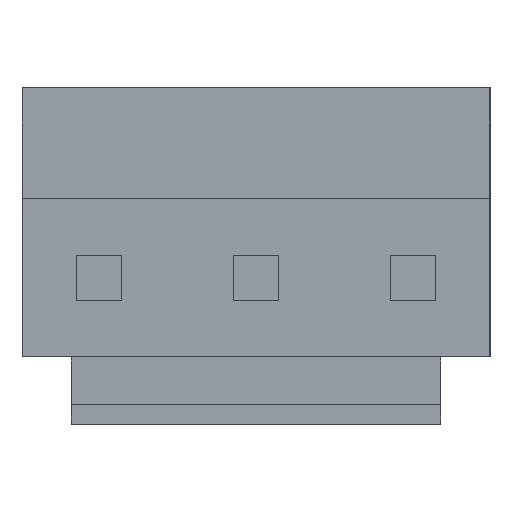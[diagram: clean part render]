
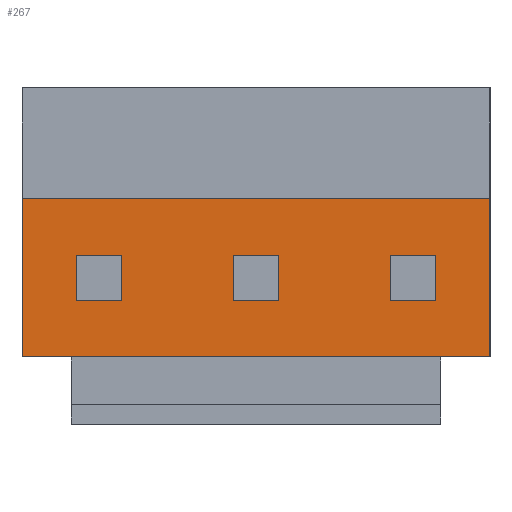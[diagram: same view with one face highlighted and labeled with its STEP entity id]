
A CAD part, front view. The second image highlights one B-rep face of the part: STEP entity #267.
In plain terms, the highlighted planar face has unit normal (0, -1, 0).
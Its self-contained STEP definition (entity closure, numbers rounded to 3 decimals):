
#62 = CARTESIAN_POINT ( 'NONE',  ( -5.91, 1.2, -2.55 ) ) ;
#63 = VECTOR ( 'NONE', #64, 1000. ) ;
#64 = DIRECTION ( 'NONE',  ( 0., 0., -1. ) ) ;
#65 = LINE ( 'NONE', #62, #63 ) ;
#165 = ORIENTED_EDGE ( 'NONE', *, *, #166, .T. ) ;
#166 = EDGE_CURVE ( 'NONE', #197, #167, #977, .T. ) ;
#167 = VERTEX_POINT ( 'NONE', #973 ) ;
#168 = ORIENTED_EDGE ( 'NONE', *, *, #169, .T. ) ;
#169 = EDGE_CURVE ( 'NONE', #167, #170, #972, .T. ) ;
#170 = VERTEX_POINT ( 'NONE', #968 ) ;
#171 = ORIENTED_EDGE ( 'NONE', *, *, #172, .T. ) ;
#172 = EDGE_CURVE ( 'NONE', #170, #196, #967, .T. ) ;
#195 = EDGE_CURVE ( 'NONE', #196, #197, #989, .T. ) ;
#196 = VERTEX_POINT ( 'NONE', #985 ) ;
#197 = VERTEX_POINT ( 'NONE', #984 ) ;
#198 = ORIENTED_EDGE ( 'NONE', *, *, #199, .T. ) ;
#199 = EDGE_CURVE ( 'NONE', #278, #321, #983, .T. ) ;
#200 = EDGE_LOOP ( 'NONE', ( #201, #165, #168, #171 ) ) ;
#201 = ORIENTED_EDGE ( 'NONE', *, *, #195, .T. ) ;
#246 = EDGE_CURVE ( 'NONE', #272, #247, #1079, .T. ) ;
#247 = VERTEX_POINT ( 'NONE', #1140 ) ;
#248 = ORIENTED_EDGE ( 'NONE', *, *, #249, .T. ) ;
#249 = EDGE_CURVE ( 'NONE', #247, #250, #1139, .T. ) ;
#250 = VERTEX_POINT ( 'NONE', #1135 ) ;
#251 = ORIENTED_EDGE ( 'NONE', *, *, #252, .T. ) ;
#252 = EDGE_CURVE ( 'NONE', #250, #271, #1134, .T. ) ;
#253 = EDGE_LOOP ( 'NONE', ( #254, #258, #307, #310, #313, #316 ) ) ;
#254 = ORIENTED_EDGE ( 'NONE', *, *, #255, .F. ) ;
#255 = EDGE_CURVE ( 'NONE', #256, #257, #1130, .T. ) ;
#256 = VERTEX_POINT ( 'NONE', #1126 ) ;
#257 = VERTEX_POINT ( 'NONE', #1125 ) ;
#258 = ORIENTED_EDGE ( 'NONE', *, *, #259, .F. ) ;
#259 = EDGE_CURVE ( 'NONE', #260, #256, #1124, .T. ) ;
#260 = VERTEX_POINT ( 'NONE', #1120 ) ;
#267 = ADVANCED_FACE ( 'NONE', ( #1170, #1169, #1168, #1167 ), #1166, .T. ) ;
#268 = EDGE_LOOP ( 'NONE', ( #269, #273, #248, #251 ) ) ;
#269 = ORIENTED_EDGE ( 'NONE', *, *, #270, .T. ) ;
#270 = EDGE_CURVE ( 'NONE', #271, #272, #1161, .T. ) ;
#271 = VERTEX_POINT ( 'NONE', #1157 ) ;
#272 = VERTEX_POINT ( 'NONE', #1156 ) ;
#273 = ORIENTED_EDGE ( 'NONE', *, *, #246, .T. ) ;
#274 = ORIENTED_EDGE ( 'NONE', *, *, #275, .T. ) ;
#275 = EDGE_CURVE ( 'NONE', #322, #323, #1155, .T. ) ;
#276 = ORIENTED_EDGE ( 'NONE', *, *, #277, .T. ) ;
#277 = EDGE_CURVE ( 'NONE', #323, #278, #1151, .T. ) ;
#278 = VERTEX_POINT ( 'NONE', #1147 ) ;
#307 = ORIENTED_EDGE ( 'NONE', *, *, #308, .T. ) ;
#308 = EDGE_CURVE ( 'NONE', #260, #309, #65, .T. ) ;
#309 = VERTEX_POINT ( 'NONE', #1238 ) ;
#310 = ORIENTED_EDGE ( 'NONE', *, *, #311, .T. ) ;
#311 = EDGE_CURVE ( 'NONE', #309, #312, #1237, .T. ) ;
#312 = VERTEX_POINT ( 'NONE', #1233 ) ;
#313 = ORIENTED_EDGE ( 'NONE', *, *, #314, .T. ) ;
#314 = EDGE_CURVE ( 'NONE', #312, #315, #1232, .T. ) ;
#315 = VERTEX_POINT ( 'NONE', #1228 ) ;
#316 = ORIENTED_EDGE ( 'NONE', *, *, #317, .F. ) ;
#317 = EDGE_CURVE ( 'NONE', #257, #315, #1227, .T. ) ;
#318 = EDGE_LOOP ( 'NONE', ( #319, #274, #276, #198 ) ) ;
#319 = ORIENTED_EDGE ( 'NONE', *, *, #320, .T. ) ;
#320 = EDGE_CURVE ( 'NONE', #321, #322, #1223, .T. ) ;
#321 = VERTEX_POINT ( 'NONE', #1219 ) ;
#322 = VERTEX_POINT ( 'NONE', #1218 ) ;
#323 = VERTEX_POINT ( 'NONE', #1217 ) ;
#964 = DIRECTION ( 'NONE',  ( 0., 0., -1. ) ) ;
#965 = VECTOR ( 'NONE', #964, 1000. ) ;
#966 = CARTESIAN_POINT ( 'NONE',  ( -3.39, 1.2, -2.55 ) ) ;
#967 = LINE ( 'NONE', #966, #965 ) ;
#968 = CARTESIAN_POINT ( 'NONE',  ( -3.39, 1.2, 0.02 ) ) ;
#969 = DIRECTION ( 'NONE',  ( 1., 0., 0. ) ) ;
#970 = VECTOR ( 'NONE', #969, 1000. ) ;
#971 = CARTESIAN_POINT ( 'NONE',  ( -5.91, 1.2, 0.02 ) ) ;
#972 = LINE ( 'NONE', #971, #970 ) ;
#973 = CARTESIAN_POINT ( 'NONE',  ( -4.53, 1.2, 0.02 ) ) ;
#974 = DIRECTION ( 'NONE',  ( 0., 0., 1. ) ) ;
#975 = VECTOR ( 'NONE', #974, 1000. ) ;
#976 = CARTESIAN_POINT ( 'NONE',  ( -4.53, 1.2, -2.55 ) ) ;
#977 = LINE ( 'NONE', #976, #975 ) ;
#982 = CARTESIAN_POINT ( 'NONE',  ( 4.53, 1.2, -2.55 ) ) ;
#983 = LINE ( 'NONE', #982, #1048 ) ;
#984 = CARTESIAN_POINT ( 'NONE',  ( -4.53, 1.2, -1.12 ) ) ;
#985 = CARTESIAN_POINT ( 'NONE',  ( -3.39, 1.2, -1.12 ) ) ;
#986 = DIRECTION ( 'NONE',  ( -1., 0., 0. ) ) ;
#987 = VECTOR ( 'NONE', #986, 1000. ) ;
#988 = CARTESIAN_POINT ( 'NONE',  ( -5.91, 1.2, -1.12 ) ) ;
#989 = LINE ( 'NONE', #988, #987 ) ;
#1047 = DIRECTION ( 'NONE',  ( 0., 0., -1. ) ) ;
#1048 = VECTOR ( 'NONE', #1047, 1000. ) ;
#1076 = DIRECTION ( 'NONE',  ( 0., 0., 1. ) ) ;
#1077 = VECTOR ( 'NONE', #1076, 1000. ) ;
#1078 = CARTESIAN_POINT ( 'NONE',  ( -0.57, 1.2, -2.55 ) ) ;
#1079 = LINE ( 'NONE', #1078, #1077 ) ;
#1120 = CARTESIAN_POINT ( 'NONE',  ( -5.91, 1.2, 1.45 ) ) ;
#1121 = DIRECTION ( 'NONE',  ( 1., 0., 0. ) ) ;
#1122 = VECTOR ( 'NONE', #1121, 1000. ) ;
#1123 = CARTESIAN_POINT ( 'NONE',  ( -5.91, 1.2, 1.45 ) ) ;
#1124 = LINE ( 'NONE', #1123, #1122 ) ;
#1125 = CARTESIAN_POINT ( 'NONE',  ( 5.91, 1.2, -2.55 ) ) ;
#1126 = CARTESIAN_POINT ( 'NONE',  ( 5.91, 1.2, 1.45 ) ) ;
#1127 = DIRECTION ( 'NONE',  ( 0., 0., -1. ) ) ;
#1128 = VECTOR ( 'NONE', #1127, 1000. ) ;
#1129 = CARTESIAN_POINT ( 'NONE',  ( 5.91, 1.2, -2.55 ) ) ;
#1130 = LINE ( 'NONE', #1129, #1128 ) ;
#1131 = DIRECTION ( 'NONE',  ( 0., 0., -1. ) ) ;
#1132 = VECTOR ( 'NONE', #1131, 1000. ) ;
#1133 = CARTESIAN_POINT ( 'NONE',  ( 0.57, 1.2, -2.55 ) ) ;
#1134 = LINE ( 'NONE', #1133, #1132 ) ;
#1135 = CARTESIAN_POINT ( 'NONE',  ( 0.57, 1.2, 0.02 ) ) ;
#1136 = DIRECTION ( 'NONE',  ( 1., 0., 0. ) ) ;
#1137 = VECTOR ( 'NONE', #1136, 1000. ) ;
#1138 = CARTESIAN_POINT ( 'NONE',  ( -5.91, 1.2, 0.02 ) ) ;
#1139 = LINE ( 'NONE', #1138, #1137 ) ;
#1140 = CARTESIAN_POINT ( 'NONE',  ( -0.57, 1.2, 0.02 ) ) ;
#1147 = CARTESIAN_POINT ( 'NONE',  ( 4.53, 1.2, 0.02 ) ) ;
#1148 = DIRECTION ( 'NONE',  ( 1., 0., 0. ) ) ;
#1149 = VECTOR ( 'NONE', #1148, 1000. ) ;
#1150 = CARTESIAN_POINT ( 'NONE',  ( -5.91, 1.2, 0.02 ) ) ;
#1151 = LINE ( 'NONE', #1150, #1149 ) ;
#1152 = DIRECTION ( 'NONE',  ( 0., 0., 1. ) ) ;
#1153 = VECTOR ( 'NONE', #1152, 1000. ) ;
#1154 = CARTESIAN_POINT ( 'NONE',  ( 3.39, 1.2, -2.55 ) ) ;
#1155 = LINE ( 'NONE', #1154, #1153 ) ;
#1156 = CARTESIAN_POINT ( 'NONE',  ( -0.57, 1.2, -1.12 ) ) ;
#1157 = CARTESIAN_POINT ( 'NONE',  ( 0.57, 1.2, -1.12 ) ) ;
#1158 = DIRECTION ( 'NONE',  ( -1., 0., 0. ) ) ;
#1159 = VECTOR ( 'NONE', #1158, 1000. ) ;
#1160 = CARTESIAN_POINT ( 'NONE',  ( -5.91, 1.2, -1.12 ) ) ;
#1161 = LINE ( 'NONE', #1160, #1159 ) ;
#1162 = DIRECTION ( 'NONE',  ( 0., 0., -1. ) ) ;
#1163 = DIRECTION ( 'NONE',  ( 0., -1., 0. ) ) ;
#1164 = CARTESIAN_POINT ( 'NONE',  ( -5.91, 1.2, -2.55 ) ) ;
#1165 = AXIS2_PLACEMENT_3D ( 'NONE', #1164, #1163, #1162 ) ;
#1166 = PLANE ( 'NONE',  #1165 ) ;
#1167 = FACE_BOUND ( 'NONE', #200, .T. ) ;
#1168 = FACE_BOUND ( 'NONE', #318, .T. ) ;
#1169 = FACE_OUTER_BOUND ( 'NONE', #253, .T. ) ;
#1170 = FACE_BOUND ( 'NONE', #268, .T. ) ;
#1217 = CARTESIAN_POINT ( 'NONE',  ( 3.39, 1.2, 0.02 ) ) ;
#1218 = CARTESIAN_POINT ( 'NONE',  ( 3.39, 1.2, -1.12 ) ) ;
#1219 = CARTESIAN_POINT ( 'NONE',  ( 4.53, 1.2, -1.12 ) ) ;
#1220 = DIRECTION ( 'NONE',  ( -1., 0., 0. ) ) ;
#1221 = VECTOR ( 'NONE', #1220, 1000. ) ;
#1222 = CARTESIAN_POINT ( 'NONE',  ( -5.91, 1.2, -1.12 ) ) ;
#1223 = LINE ( 'NONE', #1222, #1221 ) ;
#1224 = DIRECTION ( 'NONE',  ( -1., 0., 0. ) ) ;
#1225 = VECTOR ( 'NONE', #1224, 1000. ) ;
#1226 = CARTESIAN_POINT ( 'NONE',  ( -5.91, 1.2, -2.55 ) ) ;
#1227 = LINE ( 'NONE', #1226, #1225 ) ;
#1228 = CARTESIAN_POINT ( 'NONE',  ( 4.66, 1.2, -2.55 ) ) ;
#1229 = DIRECTION ( 'NONE',  ( 1., 0., 0. ) ) ;
#1230 = VECTOR ( 'NONE', #1229, 1000. ) ;
#1231 = CARTESIAN_POINT ( 'NONE',  ( -5.91, 1.2, -2.55 ) ) ;
#1232 = LINE ( 'NONE', #1231, #1230 ) ;
#1233 = CARTESIAN_POINT ( 'NONE',  ( -4.66, 1.2, -2.55 ) ) ;
#1234 = DIRECTION ( 'NONE',  ( 1., 0., 0. ) ) ;
#1235 = VECTOR ( 'NONE', #1234, 1000. ) ;
#1236 = CARTESIAN_POINT ( 'NONE',  ( -5.91, 1.2, -2.55 ) ) ;
#1237 = LINE ( 'NONE', #1236, #1235 ) ;
#1238 = CARTESIAN_POINT ( 'NONE',  ( -5.91, 1.2, -2.55 ) ) ;
